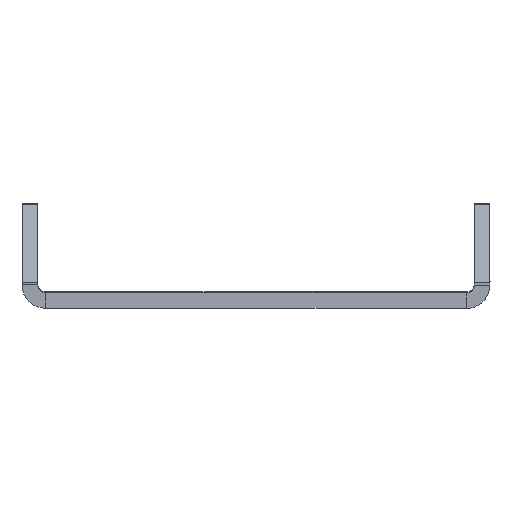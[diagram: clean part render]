
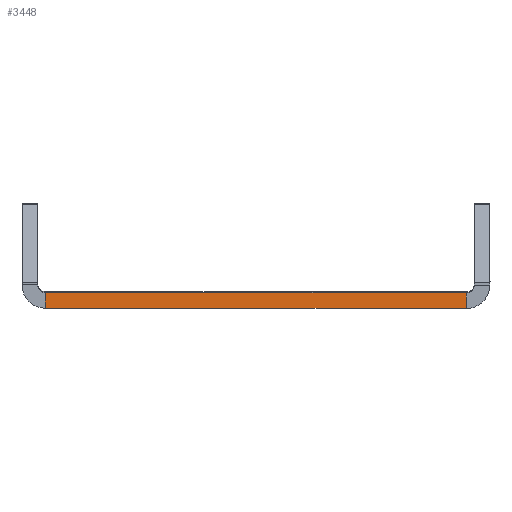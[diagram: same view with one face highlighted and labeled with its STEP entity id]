
A CAD part, front view. The second image highlights one B-rep face of the part: STEP entity #3448.
In plain terms, the highlighted planar face has unit normal (-0.001, -1, -0.002).
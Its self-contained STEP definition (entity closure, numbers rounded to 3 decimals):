
#487 = PLANE('',#488);
#488 = AXIS2_PLACEMENT_3D('',#489,#490,#491);
#489 = CARTESIAN_POINT('',(-1324.735,-1088.728,
    -7.894));
#490 = DIRECTION('',(-0.001,0.002,
    -1.));
#491 = DIRECTION('',(0.588,0.809,0.001)
  );
#715 = PLANE('',#716);
#716 = AXIS2_PLACEMENT_3D('',#717,#718,#719);
#717 = CARTESIAN_POINT('',(-1324.733,-1088.734,
    -4.894));
#718 = DIRECTION('',(-0.001,0.002,
    -1.));
#719 = DIRECTION('',(0.588,0.809,0.001)
  );
#1247 = VERTEX_POINT('',#1248);
#1248 = CARTESIAN_POINT('',(40.655,-45.547,
    -6.345));
#1296 = EDGE_CURVE('',#1297,#1247,#1299,.T.);
#1297 = VERTEX_POINT('',#1298);
#1298 = CARTESIAN_POINT('',(-40.345,-45.506,
    -6.305));
#1299 = SURFACE_CURVE('',#1300,(#1304,#1311),.PCURVE_S1.);
#1300 = LINE('',#1301,#1302);
#1301 = CARTESIAN_POINT('',(-40.345,-45.506,
    -6.305));
#1302 = VECTOR('',#1303,1.);
#1303 = DIRECTION('',(1.,-0.001,
    -0.001));
#1304 = PCURVE('',#487,#1305);
#1305 = DEFINITIONAL_REPRESENTATION('',(#1306),#1310);
#1306 = LINE('',#1307,#1308);
#1307 = CARTESIAN_POINT('',(1599.148,425.083));
#1308 = VECTOR('',#1309,1.);
#1309 = DIRECTION('',(0.588,0.809));
#1310 = ( GEOMETRIC_REPRESENTATION_CONTEXT(2) 
PARAMETRIC_REPRESENTATION_CONTEXT() REPRESENTATION_CONTEXT('2D SPACE',''
  ) );
#1311 = PCURVE('',#1312,#1317);
#1312 = PLANE('',#1313);
#1313 = AXIS2_PLACEMENT_3D('',#1314,#1315,#1316);
#1314 = CARTESIAN_POINT('',(0.156,-45.53,-4.825
    ));
#1315 = DIRECTION('',(-0.001,-1.,
    -0.002));
#1316 = DIRECTION('',(-1.,0.001,
    0.001));
#1317 = DEFINITIONAL_REPRESENTATION('',(#1318),#1322);
#1318 = LINE('',#1319,#1320);
#1319 = CARTESIAN_POINT('',(40.5,1.5));
#1320 = VECTOR('',#1321,1.);
#1321 = DIRECTION('',(-1.,0.));
#1322 = ( GEOMETRIC_REPRESENTATION_CONTEXT(2) 
PARAMETRIC_REPRESENTATION_CONTEXT() REPRESENTATION_CONTEXT('2D SPACE',''
  ) );
#1740 = VERTEX_POINT('',#1741);
#1741 = CARTESIAN_POINT('',(-40.343,-45.512,
    -3.305));
#1789 = EDGE_CURVE('',#1790,#1740,#1792,.T.);
#1790 = VERTEX_POINT('',#1791);
#1791 = CARTESIAN_POINT('',(40.657,-45.554,
    -3.345));
#1792 = SURFACE_CURVE('',#1793,(#1797,#1804),.PCURVE_S1.);
#1793 = LINE('',#1794,#1795);
#1794 = CARTESIAN_POINT('',(40.657,-45.554,
    -3.345));
#1795 = VECTOR('',#1796,1.);
#1796 = DIRECTION('',(-1.,0.001,
    0.001));
#1797 = PCURVE('',#715,#1798);
#1798 = DEFINITIONAL_REPRESENTATION('',(#1799),#1803);
#1799 = LINE('',#1800,#1801);
#1800 = CARTESIAN_POINT('',(1646.759,490.614));
#1801 = VECTOR('',#1802,1.);
#1802 = DIRECTION('',(-0.588,-0.809));
#1803 = ( GEOMETRIC_REPRESENTATION_CONTEXT(2) 
PARAMETRIC_REPRESENTATION_CONTEXT() REPRESENTATION_CONTEXT('2D SPACE',''
  ) );
#1804 = PCURVE('',#1312,#1805);
#1805 = DEFINITIONAL_REPRESENTATION('',(#1806),#1810);
#1806 = LINE('',#1807,#1808);
#1807 = CARTESIAN_POINT('',(-40.5,-1.5));
#1808 = VECTOR('',#1809,1.);
#1809 = DIRECTION('',(1.,0.));
#1810 = ( GEOMETRIC_REPRESENTATION_CONTEXT(2) 
PARAMETRIC_REPRESENTATION_CONTEXT() REPRESENTATION_CONTEXT('2D SPACE',''
  ) );
#3335 = PLANE('',#3336);
#3336 = AXIS2_PLACEMENT_3D('',#3337,#3338,#3339);
#3337 = CARTESIAN_POINT('',(42.778,-45.554,
    -3.968));
#3338 = DIRECTION('',(-0.001,-1.,
    -0.002));
#3339 = DIRECTION('',(-0.001,0.002,
    -1.));
#3428 = EDGE_CURVE('',#1247,#1790,#3429,.T.);
#3429 = SURFACE_CURVE('',#3430,(#3434,#3441),.PCURVE_S1.);
#3430 = LINE('',#3431,#3432);
#3431 = CARTESIAN_POINT('',(40.655,-45.547,
    -6.345));
#3432 = VECTOR('',#3433,1.);
#3433 = DIRECTION('',(0.001,-0.002,
    1.));
#3434 = PCURVE('',#3335,#3435);
#3435 = DEFINITIONAL_REPRESENTATION('',(#3436),#3440);
#3436 = LINE('',#3437,#3438);
#3437 = CARTESIAN_POINT('',(2.379,-2.121));
#3438 = VECTOR('',#3439,1.);
#3439 = DIRECTION('',(-1.,0.));
#3440 = ( GEOMETRIC_REPRESENTATION_CONTEXT(2) 
PARAMETRIC_REPRESENTATION_CONTEXT() REPRESENTATION_CONTEXT('2D SPACE',''
  ) );
#3441 = PCURVE('',#1312,#3442);
#3442 = DEFINITIONAL_REPRESENTATION('',(#3443),#3447);
#3443 = LINE('',#3444,#3445);
#3444 = CARTESIAN_POINT('',(-40.5,1.5));
#3445 = VECTOR('',#3446,1.);
#3446 = DIRECTION('',(0.,-1.));
#3447 = ( GEOMETRIC_REPRESENTATION_CONTEXT(2) 
PARAMETRIC_REPRESENTATION_CONTEXT() REPRESENTATION_CONTEXT('2D SPACE',''
  ) );
#3448 = ADVANCED_FACE('',(#3449),#1312,.T.);
#3449 = FACE_BOUND('',#3450,.T.);
#3450 = EDGE_LOOP('',(#3451,#3452,#3453,#3454));
#3451 = ORIENTED_EDGE('',*,*,#1296,.T.);
#3452 = ORIENTED_EDGE('',*,*,#3428,.T.);
#3453 = ORIENTED_EDGE('',*,*,#1789,.T.);
#3454 = ORIENTED_EDGE('',*,*,#3455,.F.);
#3455 = EDGE_CURVE('',#1297,#1740,#3456,.T.);
#3456 = SURFACE_CURVE('',#3457,(#3461,#3468),.PCURVE_S1.);
#3457 = LINE('',#3458,#3459);
#3458 = CARTESIAN_POINT('',(-40.345,-45.506,
    -6.305));
#3459 = VECTOR('',#3460,1.);
#3460 = DIRECTION('',(0.001,-0.002,
    1.));
#3461 = PCURVE('',#1312,#3462);
#3462 = DEFINITIONAL_REPRESENTATION('',(#3463),#3467);
#3463 = LINE('',#3464,#3465);
#3464 = CARTESIAN_POINT('',(40.5,1.5));
#3465 = VECTOR('',#3466,1.);
#3466 = DIRECTION('',(0.,-1.));
#3467 = ( GEOMETRIC_REPRESENTATION_CONTEXT(2) 
PARAMETRIC_REPRESENTATION_CONTEXT() REPRESENTATION_CONTEXT('2D SPACE',''
  ) );
#3468 = PCURVE('',#3469,#3474);
#3469 = PLANE('',#3470);
#3470 = AXIS2_PLACEMENT_3D('',#3471,#3472,#3473);
#3471 = CARTESIAN_POINT('',(-42.465,-45.51,
    -3.925));
#3472 = DIRECTION('',(0.001,1.,
    0.002));
#3473 = DIRECTION('',(-0.001,0.002,
    -1.));
#3474 = DEFINITIONAL_REPRESENTATION('',(#3475),#3479);
#3475 = LINE('',#3476,#3477);
#3476 = CARTESIAN_POINT('',(2.379,-2.121));
#3477 = VECTOR('',#3478,1.);
#3478 = DIRECTION('',(-1.,0.));
#3479 = ( GEOMETRIC_REPRESENTATION_CONTEXT(2) 
PARAMETRIC_REPRESENTATION_CONTEXT() REPRESENTATION_CONTEXT('2D SPACE',''
  ) );
